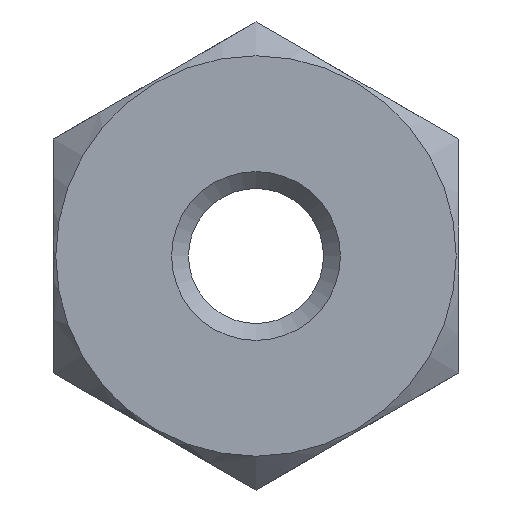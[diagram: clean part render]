
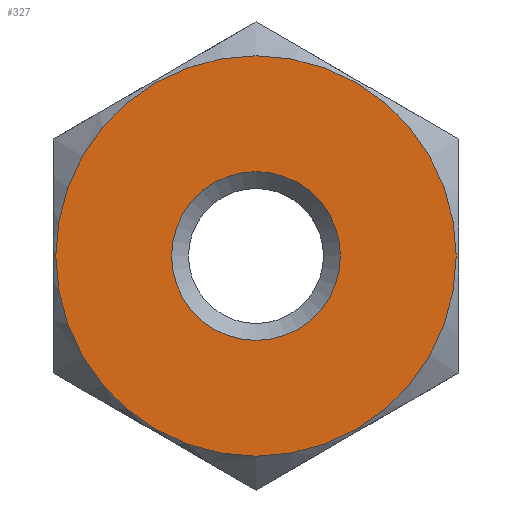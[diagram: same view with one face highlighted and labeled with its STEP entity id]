
A CAD part, front view. The second image highlights one B-rep face of the part: STEP entity #327.
In plain terms, the highlighted planar face has unit normal (0, -1, 0).
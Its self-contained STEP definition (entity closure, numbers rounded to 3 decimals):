
#46=PLANE('',#376);
#67=FACE_BOUND('',#130,.T.);
#70=CIRCLE('',#355,5.928);
#78=CIRCLE('',#373,2.5);
#94=FACE_OUTER_BOUND('',#129,.T.);
#129=EDGE_LOOP('',(#265));
#130=EDGE_LOOP('',(#266));
#157=VERTEX_POINT('',#477);
#177=VERTEX_POINT('',#906);
#185=EDGE_CURVE('',#157,#157,#70,.T.);
#210=EDGE_CURVE('',#177,#177,#78,.T.);
#265=ORIENTED_EDGE('',*,*,#185,.T.);
#266=ORIENTED_EDGE('',*,*,#210,.F.);
#327=ADVANCED_FACE('',(#94,#67),#46,.F.);
#355=AXIS2_PLACEMENT_3D('',#478,#387,#388);
#373=AXIS2_PLACEMENT_3D('',#907,#428,#429);
#376=AXIS2_PLACEMENT_3D('',#911,#434,#435);
#387=DIRECTION('center_axis',(0.,-1.,0.));
#388=DIRECTION('ref_axis',(0.,0.,-1.));
#428=DIRECTION('center_axis',(0.,-1.,0.));
#429=DIRECTION('ref_axis',(1.,0.,0.));
#434=DIRECTION('center_axis',(0.,1.,0.));
#435=DIRECTION('ref_axis',(0.,0.,1.));
#477=CARTESIAN_POINT('',(0.,0.,-5.928));
#478=CARTESIAN_POINT('Origin',(0.,0.,0.));
#906=CARTESIAN_POINT('',(-2.5,0.,0.));
#907=CARTESIAN_POINT('Origin',(0.,0.,0.));
#911=CARTESIAN_POINT('Origin',(0.,0.,0.));
